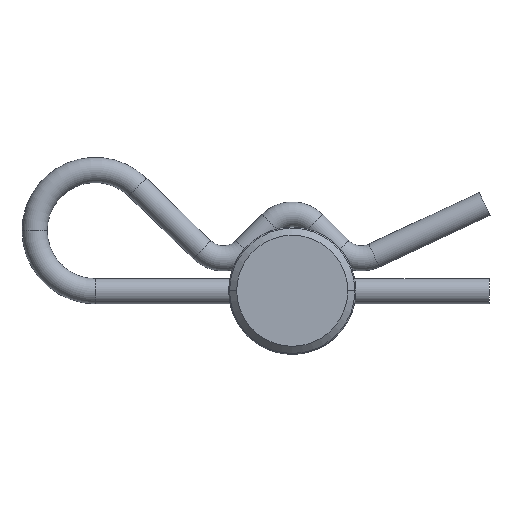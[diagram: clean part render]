
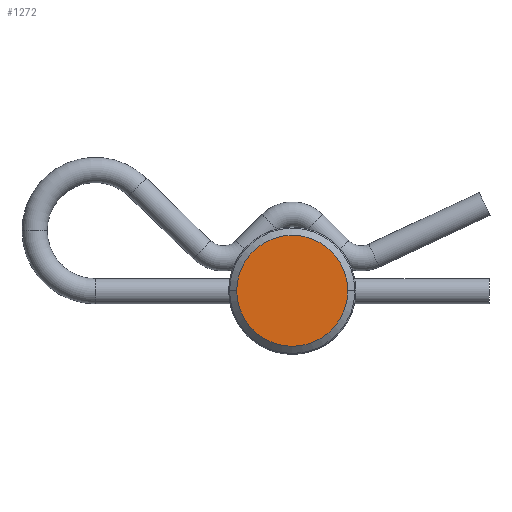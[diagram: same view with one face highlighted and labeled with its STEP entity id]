
A CAD part, top view. The second image highlights one B-rep face of the part: STEP entity #1272.
In plain terms, the highlighted planar face has unit normal (0, 0, 1).
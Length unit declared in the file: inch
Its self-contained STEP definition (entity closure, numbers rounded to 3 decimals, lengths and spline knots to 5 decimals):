
#268 = AXIS2_PLACEMENT_3D ( 'NONE', #961, #1441, #2385 ) ;
#325 = AXIS2_PLACEMENT_3D ( 'NONE', #1366, #1109, #886 ) ;
#439 = ORIENTED_EDGE ( 'NONE', *, *, #1239, .T. ) ;
#468 = VERTEX_POINT ( 'NONE', #1065 ) ;
#573 = CIRCLE ( 'NONE', #2694, 0.275 ) ;
#651 = PLANE ( 'NONE',  #325 ) ;
#785 = EDGE_CURVE ( 'NONE', #1594, #468, #2904, .T. ) ;
#886 = DIRECTION ( 'NONE',  ( -1., 0., 0. ) ) ;
#961 = CARTESIAN_POINT ( 'NONE',  ( 0., 0., 0.70312 ) ) ;
#1065 = CARTESIAN_POINT ( 'NONE',  ( -0.275, 0., 0.70312 ) ) ;
#1109 = DIRECTION ( 'NONE',  ( 0., 0., -1. ) ) ;
#1239 = EDGE_CURVE ( 'NONE', #468, #1594, #573, .T. ) ;
#1272 = ADVANCED_FACE ( 'NONE', ( #1820 ), #651, .F. ) ;
#1337 = DIRECTION ( 'NONE',  ( 1., 0., 0. ) ) ;
#1366 = CARTESIAN_POINT ( 'NONE',  ( 0., 0., 0.70312 ) ) ;
#1404 = CARTESIAN_POINT ( 'NONE',  ( 0.275, 0., 0.70312 ) ) ;
#1441 = DIRECTION ( 'NONE',  ( 0., 0., 1. ) ) ;
#1594 = VERTEX_POINT ( 'NONE', #1404 ) ;
#1820 = FACE_OUTER_BOUND ( 'NONE', #1938, .T. ) ;
#1938 = EDGE_LOOP ( 'NONE', ( #439, #2087 ) ) ;
#2087 = ORIENTED_EDGE ( 'NONE', *, *, #785, .T. ) ;
#2385 = DIRECTION ( 'NONE',  ( 1., 0., 0. ) ) ;
#2573 = DIRECTION ( 'NONE',  ( 0., 0., 1. ) ) ;
#2694 = AXIS2_PLACEMENT_3D ( 'NONE', #3006, #2573, #1337 ) ;
#2904 = CIRCLE ( 'NONE', #268, 0.275 ) ;
#3006 = CARTESIAN_POINT ( 'NONE',  ( 0., 0., 0.70312 ) ) ;
